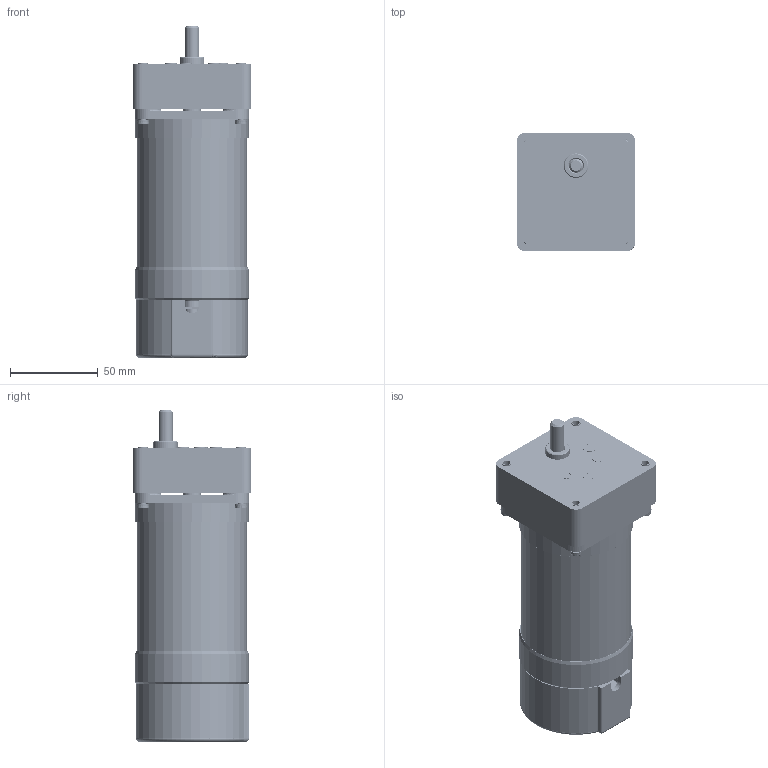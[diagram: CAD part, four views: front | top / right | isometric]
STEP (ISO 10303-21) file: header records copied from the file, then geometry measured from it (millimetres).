
FILE_DESCRIPTION((''),'2;1');
FILE_NAME('ZG_ASM_86_000003_ASM86FG05_KK_Rev_0.stp','2012-07-12T11:02:59',('ZeichenPc'),(''),'Autodesk Inventor 2010','Autodesk Inventor 2010','');
FILE_SCHEMA(('AUTOMOTIVE_DESIGN { 1 0 10303 214 1 1 1 1 }'));
Length unit declared in the file: millimetre
Products named in the file (16): ZG_ASM_86_000003_ASM86FG05_KK_Rev_0; AFG-05; FG-Antriebsseite; FG-Abstandhalter; FG-Abtriebsseite; FG-Gehaeusedeckel; 5101-Welle8mm; DIN EN ISO 1207 M4 x 6; 500_ASM84_KK_Kunststoff; Motorflansch-A-Metall; Statorpaket_ZG-500210-Rev1_2-80; Statorblech_ZG-500210_65; 5010-Welle5mm; DIN EN 24035 M4; 5008-KKS-Kunststoff; MotorflanschB2
Assembly tree (145 placements, depth 4):
  ZG_ASM_86_000003_ASM86FG05_KK_Rev_0
    AFG-05
      FG-Antriebsseite
      FG-Abstandhalter  x4
      FG-Abtriebsseite
      FG-Gehaeusedeckel
      5101-Welle8mm
    DIN EN ISO 1207 M4 x 6  x4
    500_ASM84_KK_Kunststoff
      Motorflansch-A-Metall
      Statorpaket_ZG-500210-Rev1_2-80
        Statorblech_ZG-500210_65  x122
      5010-Welle5mm
      DIN EN 24035 M4  x4
      5008-KKS-Kunststoff
      MotorflanschB2
Bounding box: 67.51 x 67.51 x 189.4 mm (x, y, z)
Volume: 208149.7 mm3; surface area: 428449.9 mm2
Topology: 142 solids, 142 shells, 17419 faces, 45287 edges, 30164 vertices
Faces by surface type: cylinder 10978, plane 6321, bspline 57, cone 51, torus 12
Full cylindrical faces by diameter (mm): 1.6 x1952, 3.571 x4, 4 x4, 4.1 x976, 4.4 x4, 4.5 x3, 4.839 x8, 5 x10, 5.391 x8, 5.5 x1, 6 x1, 6.5 x1, 7 x3, 8 x9, 8.5 x2, 10 x2, 12 x2, 14 x2, 15 x4, 15.5 x1, 16 x1, 59 x2, 61 x2, 63 x124, 65 x2
Entity records: 15650 total; most frequent: CARTESIAN_POINT 3496, DIRECTION 2568, ORIENTED_EDGE 1922, AXIS2_PLACEMENT_3D 1064, EDGE_CURVE 961, EDGE_LOOP 742, VERTEX_POINT 703, FACE_OUTER_BOUND 471
